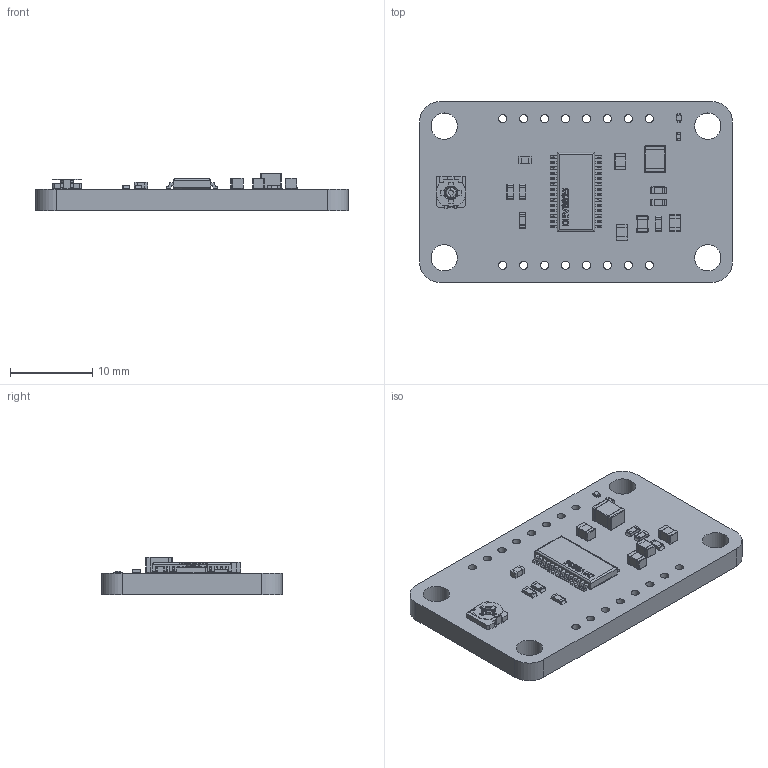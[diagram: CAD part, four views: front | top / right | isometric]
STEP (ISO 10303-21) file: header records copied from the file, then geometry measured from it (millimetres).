
FILE_DESCRIPTION(('KiCad electronic assembly'),'2;1');
FILE_NAME('Stepper_driver_DRV8825_3D.step','2025-10-02T15:03:41',( 'Pcbnew'),('Kicad'),'Open CASCADE STEP processor 7.8', 'KiCad to STEP converter','Unknown');
FILE_SCHEMA(('AUTOMOTIVE_DESIGN { 1 0 10303 214 1 1 1 1 }'));
Length unit declared in the file: millimetre
Products named in the file (18): Stepper_driver_DRV8825_3D 1; 0603R; User Library-R0603-1; 0805C; CL21A106KPFNNWE; DRV8825 IC; 0603C; 06035A910JAT2A; 0402LED; SML-P11MTT86; User Library-TC-33X-2; 0402R; RL0402JR-070R51L; 1210C; C1210C335K5RACAUTO; _autosave-Stepper motor driver DRV8825 board_PCB
Assembly tree (25 placements, depth 3):
  Stepper_driver_DRV8825_3D 1
    0603R  x6
      User Library-R0603-1
    0805C  x4
      CL21A106KPFNNWE
    DRV8825 IC
      DRV8825 IC
    0603C
      06035A910JAT2A
    0402LED
      SML-P11MTT86
    User Library-TC-33X-2
      User Library-TC-33X-2
    0402R
      RL0402JR-070R51L
    1210C
      C1210C335K5RACAUTO
    _autosave-Stepper motor driver DRV8825 board_PCB
Bounding box: 38 x 22 x 4.58 mm (x, y, z)
Volume: 2159.8 mm3; surface area: 2542.9 mm2
Topology: 38 solids, 38 shells, 1468 faces, 3831 edges, 2376 vertices
Faces by surface type: plane 756, cylinder 509, bspline 107, sphere 96
Full cylindrical faces by diameter (mm): 0.3 x12, 1 x16, 3.2 x4
Entity records: 38194 total; most frequent: CARTESIAN_POINT 9798, ORIENTED_EDGE 5494, DIRECTION 5265, EDGE_CURVE 2747, LINE 1883, VECTOR 1883, VERTEX_POINT 1788, AXIS2_PLACEMENT_3D 1691
